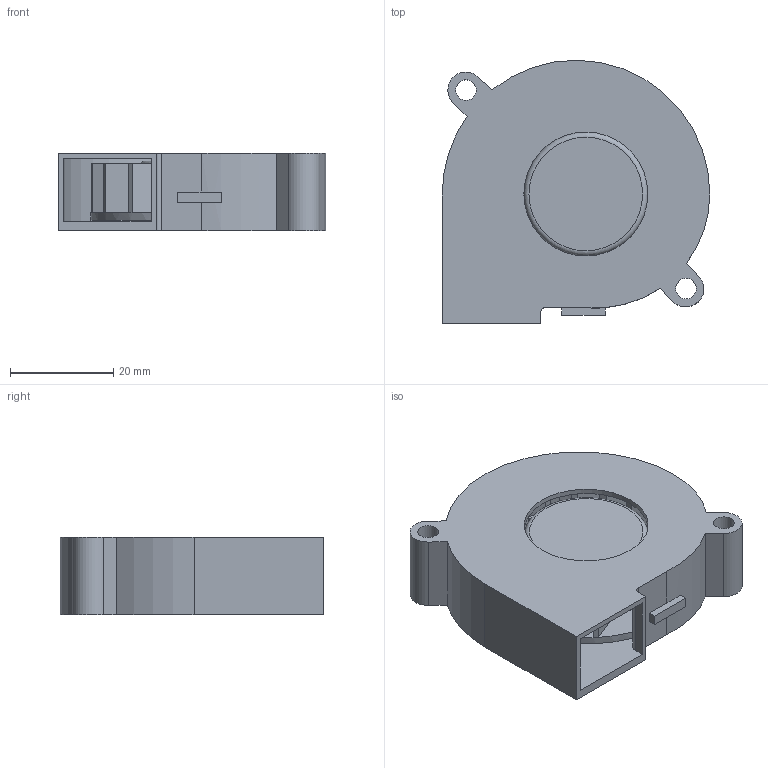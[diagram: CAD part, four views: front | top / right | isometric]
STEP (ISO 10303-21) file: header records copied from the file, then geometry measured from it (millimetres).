
FILE_DESCRIPTION(('FreeCAD Model'),'2;1');
FILE_NAME('blower-50x50mm.step','2014-12-08T11:35:22',('FreeCAD'),( 'FreeCAD'),'Open CASCADE STEP processor 6.7','FreeCAD','Unknown');
FILE_SCHEMA(('AUTOMOTIVE_DESIGN_CC2 { 1 2 10303 214 -1 1 5 4 }'));
Length unit declared in the file: millimetre
Products named in the file (1): Blower-50x50-final
Bounding box: 51.8 x 51 x 15 mm (x, y, z)
Volume: 15805 mm3; surface area: 19182.8 mm2
Topology: 2 solids, 2 shells, 186 faces, 439 edges, 252 vertices
Faces by surface type: plane 146, cylinder 39, torus 1
Full cylindrical faces by diameter (mm): 4 x2, 24 x2, 43 x1
Entity records: 12659 total; most frequent: CARTESIAN_POINT 2578, DIRECTION 1688, LINE 1025, VECTOR 1025, ORIENTED_EDGE 878, PCURVE 878, DEFINITIONAL_REPRESENTATION 878, EDGE_CURVE 439
